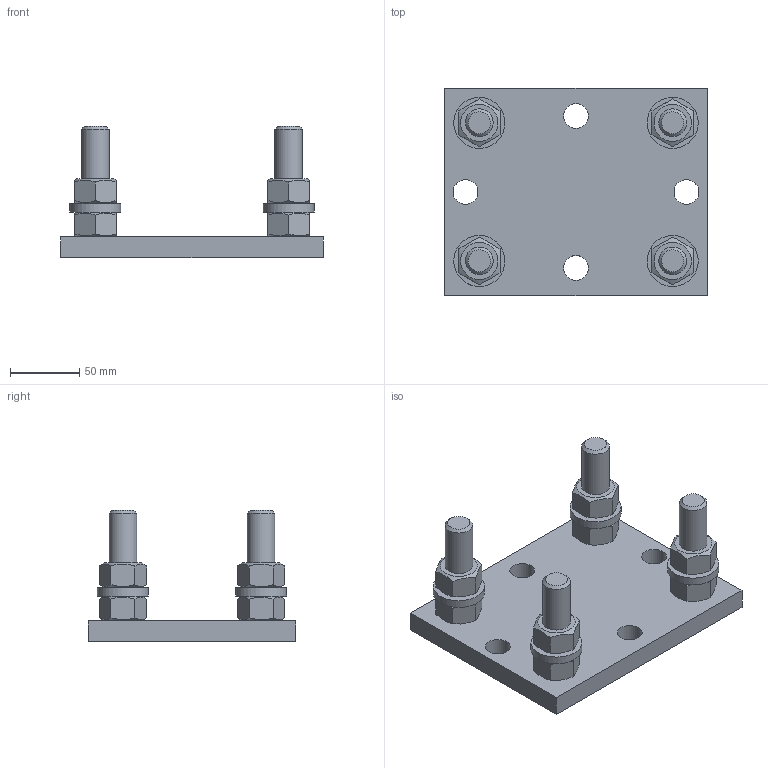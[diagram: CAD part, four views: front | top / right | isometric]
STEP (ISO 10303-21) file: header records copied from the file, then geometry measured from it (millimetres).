
FILE_DESCRIPTION(('STEP AP203'), '1');
FILE_NAME('ÐË066.05.01.000 Ïîäñòàâêà Ì20 (ÎÁ)', '2015-09-25T05:32:42', (''), (''), 'ASCON STEP Converter 1.3', 'ASCON Math Kernel', '');
FILE_SCHEMA(('CONFIG_CONTROL_DESIGN'));
Length unit declared in the file: millimetre
Products named in the file (1): 倓066.05.01.00015
Bounding box: 190 x 150 x 95 mm (x, y, z)
Volume: 584007.1 mm3; surface area: 107093.1 mm2
Topology: 1 solids, 5 shells, 134 faces, 280 edges, 180 vertices
Faces by surface type: plane 86, cone 24, cylinder 24
Full cylindrical faces by diameter (mm): 18 x4, 20 x8, 22 x4, 29 x4, 37 x4
Entity records: 7108 total; most frequent: CARTESIAN_POINT 4483, DIRECTION 482, ORIENTED_EDGE 464, EDGE_CURVE 232, EDGE_LOOP 222, AXIS2_PLACEMENT_3D 211, VERTEX_POINT 180, FACE_BOUND 142
